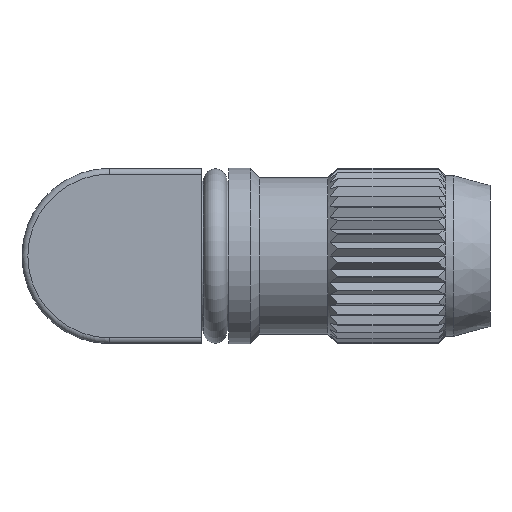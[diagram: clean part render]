
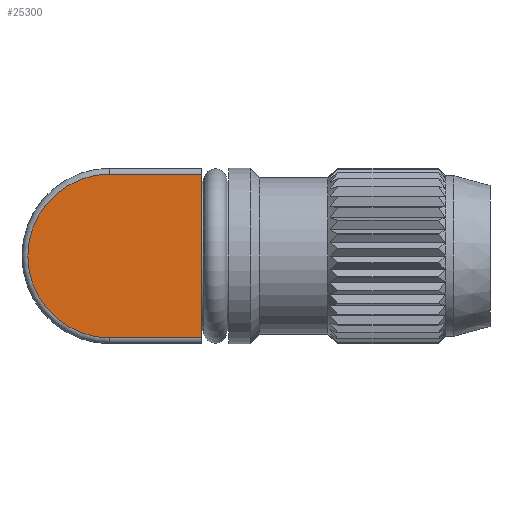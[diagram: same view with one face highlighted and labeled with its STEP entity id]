
A CAD part, front view. The second image highlights one B-rep face of the part: STEP entity #25300.
In plain terms, the highlighted planar face has unit normal (0, -1, 0).
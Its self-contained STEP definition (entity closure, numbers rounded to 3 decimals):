
#512 = VECTOR ( 'NONE', #33464, 1000. ) ;
#2166 = AXIS2_PLACEMENT_3D ( 'NONE', #20150, #2809, #23089 ) ;
#2735 = EDGE_CURVE ( 'NONE', #25082, #24256, #25706, .T. ) ;
#2809 = DIRECTION ( 'NONE',  ( 0., -1., 0. ) ) ;
#2914 = EDGE_LOOP ( 'NONE', ( #32226, #20219, #25601, #14097 ) ) ;
#3274 = FACE_OUTER_BOUND ( 'NONE', #2914, .T. ) ;
#3361 = VECTOR ( 'NONE', #10279, 1000. ) ;
#4414 = PLANE ( 'NONE',  #21704 ) ;
#4470 = CARTESIAN_POINT ( 'NONE',  ( 7.872, -40., -7.5 ) ) ;
#7311 = DIRECTION ( 'NONE',  ( 0., 0., 1. ) ) ;
#7399 = VERTEX_POINT ( 'NONE', #25946 ) ;
#8863 = LINE ( 'NONE', #15336, #24322 ) ;
#10279 = DIRECTION ( 'NONE',  ( 0., 0., 1. ) ) ;
#11772 = EDGE_CURVE ( 'NONE', #14199, #7399, #17857, .T. ) ;
#14097 = ORIENTED_EDGE ( 'NONE', *, *, #33365, .T. ) ;
#14199 = VERTEX_POINT ( 'NONE', #33214 ) ;
#15336 = CARTESIAN_POINT ( 'NONE',  ( 0., -40., 7. ) ) ;
#15918 = LINE ( 'NONE', #30435, #512 ) ;
#16991 = CARTESIAN_POINT ( 'NONE',  ( 0., -40., -7. ) ) ;
#17857 = LINE ( 'NONE', #4470, #3361 ) ;
#18078 = EDGE_CURVE ( 'NONE', #24256, #14199, #15918, .T. ) ;
#18230 = DIRECTION ( 'NONE',  ( -1., 0., 0. ) ) ;
#20150 = CARTESIAN_POINT ( 'NONE',  ( 0., -40., 0. ) ) ;
#20219 = ORIENTED_EDGE ( 'NONE', *, *, #18078, .T. ) ;
#21704 = AXIS2_PLACEMENT_3D ( 'NONE', #36240, #24694, #7311 ) ;
#23089 = DIRECTION ( 'NONE',  ( 0., 0., 1. ) ) ;
#24256 = VERTEX_POINT ( 'NONE', #16991 ) ;
#24322 = VECTOR ( 'NONE', #18230, 1000. ) ;
#24694 = DIRECTION ( 'NONE',  ( 0., 1., 0. ) ) ;
#25082 = VERTEX_POINT ( 'NONE', #26858 ) ;
#25300 = ADVANCED_FACE ( 'NONE', ( #3274 ), #4414, .F. ) ;
#25601 = ORIENTED_EDGE ( 'NONE', *, *, #11772, .T. ) ;
#25706 = CIRCLE ( 'NONE', #2166, 7. ) ;
#25946 = CARTESIAN_POINT ( 'NONE',  ( 7.872, -40., 7. ) ) ;
#26858 = CARTESIAN_POINT ( 'NONE',  ( 0., -40., 7. ) ) ;
#30435 = CARTESIAN_POINT ( 'NONE',  ( 7.872, -40., -7. ) ) ;
#32226 = ORIENTED_EDGE ( 'NONE', *, *, #2735, .T. ) ;
#33214 = CARTESIAN_POINT ( 'NONE',  ( 7.872, -40., -7. ) ) ;
#33365 = EDGE_CURVE ( 'NONE', #7399, #25082, #8863, .T. ) ;
#33464 = DIRECTION ( 'NONE',  ( 1., 0., 0. ) ) ;
#36240 = CARTESIAN_POINT ( 'NONE',  ( 0., -40., 0. ) ) ;
